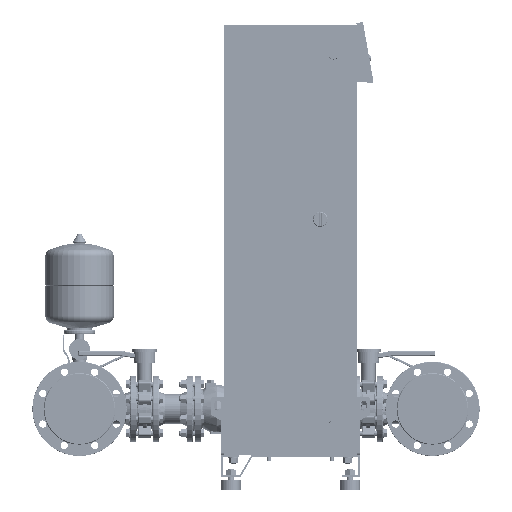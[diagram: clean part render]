
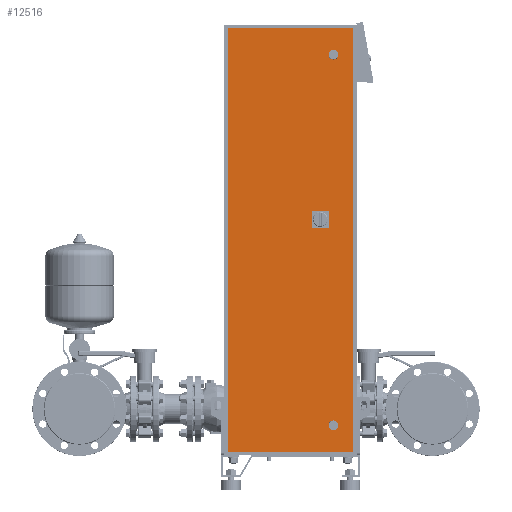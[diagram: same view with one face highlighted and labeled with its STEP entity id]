
A CAD part, left-side view. The second image highlights one B-rep face of the part: STEP entity #12516.
In plain terms, the highlighted free-form (B-spline) face has degree [1, 1] with [2, 2] control points.
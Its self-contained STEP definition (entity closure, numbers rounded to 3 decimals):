
#12006=CARTESIAN_POINT('',(-200.0,-130.0,180.0));
#12007=VERTEX_POINT('',#12006);
#12023=CARTESIAN_POINT('',(-200.0,-130.0,210.0));
#12024=VERTEX_POINT('',#12023);
#12031=CARTESIAN_POINT('',(-200.0,-130.0,195.0));
#12032=DIRECTION('',(1.0,0.0,0.0));
#12033=DIRECTION('',(0.0,0.0,-1.0));
#12034=AXIS2_PLACEMENT_3D('',#12031,#12032,#12033);
#12035=CIRCLE('',#12034,15.0);
#12036=EDGE_CURVE('',#12007,#12024,#12035,.T.);
#12130=CARTESIAN_POINT('',(-200.0,-130.0,1300.0));
#12131=VERTEX_POINT('',#12130);
#12147=CARTESIAN_POINT('',(-200.0,-130.0,1330.0));
#12148=VERTEX_POINT('',#12147);
#12155=CARTESIAN_POINT('',(-200.0,-130.0,1315.0));
#12156=DIRECTION('',(1.0,0.0,0.0));
#12157=DIRECTION('',(0.0,0.0,-1.0));
#12158=AXIS2_PLACEMENT_3D('',#12155,#12156,#12157);
#12159=CIRCLE('',#12158,15.0);
#12160=EDGE_CURVE('',#12131,#12148,#12159,.T.);
#12229=CARTESIAN_POINT('',(-200.0,-130.0,1315.0));
#12230=DIRECTION('',(1.0,0.0,0.0));
#12231=DIRECTION('',(0.0,0.0,-1.0));
#12232=AXIS2_PLACEMENT_3D('',#12229,#12230,#12231);
#12233=CIRCLE('',#12232,15.0);
#12234=EDGE_CURVE('',#12148,#12131,#12233,.T.);
#12294=CARTESIAN_POINT('',(-200.0,-190.0,1395.0));
#12295=VERTEX_POINT('',#12294);
#12296=CARTESIAN_POINT('',(-200.0,190.,1395.0));
#12297=VERTEX_POINT('',#12296);
#12298=CARTESIAN_POINT('',(-200.0,-190.0,1395.0));
#12299=DIRECTION('',(0.0,1.0,0.0));
#12300=VECTOR('',#12299,380.);
#12301=LINE('',#12298,#12300);
#12302=EDGE_CURVE('',#12295,#12297,#12301,.T.);
#12353=CARTESIAN_POINT('',(-200.0,-130.0,195.0));
#12354=DIRECTION('',(1.0,0.0,0.0));
#12355=DIRECTION('',(0.0,0.0,-1.0));
#12356=AXIS2_PLACEMENT_3D('',#12353,#12354,#12355);
#12357=CIRCLE('',#12356,15.0);
#12358=EDGE_CURVE('',#12024,#12007,#12357,.T.);
#12418=CARTESIAN_POINT('',(-200.0,190.0,115.0));
#12419=VERTEX_POINT('',#12418);
#12420=CARTESIAN_POINT('',(-200.0,-190.0,115.0));
#12421=VERTEX_POINT('',#12420);
#12422=CARTESIAN_POINT('',(-200.0,190.0,115.0));
#12423=DIRECTION('',(0.0,-1.0,0.0));
#12424=VECTOR('',#12423,380.0);
#12425=LINE('',#12422,#12424);
#12426=EDGE_CURVE('',#12419,#12421,#12425,.T.);
#12480=CARTESIAN_POINT('',(-200.0,-190.0,115.0));
#12481=DIRECTION('',(0.0,0.0,1.0));
#12482=VECTOR('',#12481,1280.0);
#12483=LINE('',#12480,#12482);
#12484=EDGE_CURVE('',#12421,#12295,#12483,.T.);
#12492=CARTESIAN_POINT('',(-200.0,190.0,1395.0));
#12493=CARTESIAN_POINT('',(-200.0,190.0,115.0));
#12494=CARTESIAN_POINT('',(-200.0,-190.0,1395.0));
#12495=CARTESIAN_POINT('',(-200.0,-190.0,115.0));
#12496=B_SPLINE_SURFACE_WITH_KNOTS('',1,1,((#12492,#12494),(#12493,#12495)),.UNSPECIFIED.,.F.,.F.,.U.,(2,2),(2,2),(0.0,1280.0),(0.0,380.0),.UNSPECIFIED.);
#12497=CARTESIAN_POINT('',(-200.0,190.,1395.0));
#12498=DIRECTION('',(0.0,0.0,-1.0));
#12499=VECTOR('',#12498,1280.0);
#12500=LINE('',#12497,#12499);
#12501=EDGE_CURVE('',#12297,#12419,#12500,.T.);
#12502=ORIENTED_EDGE('',*,*,#12501,.T.);
#12503=ORIENTED_EDGE('',*,*,#12426,.T.);
#12504=ORIENTED_EDGE('',*,*,#12484,.T.);
#12505=ORIENTED_EDGE('',*,*,#12302,.T.);
#12506=EDGE_LOOP('',(#12502,#12503,#12504,#12505));
#12507=FACE_OUTER_BOUND('',#12506,.T.);
#12508=ORIENTED_EDGE('',*,*,#12234,.T.);
#12509=ORIENTED_EDGE('',*,*,#12160,.T.);
#12510=EDGE_LOOP('',(#12508,#12509));
#12511=FACE_BOUND('',#12510,.T.);
#12512=ORIENTED_EDGE('',*,*,#12358,.T.);
#12513=ORIENTED_EDGE('',*,*,#12036,.T.);
#12514=EDGE_LOOP('',(#12512,#12513));
#12515=FACE_BOUND('',#12514,.T.);
#12516=ADVANCED_FACE('',(#12507,#12511,#12515),#12496,.T.);
